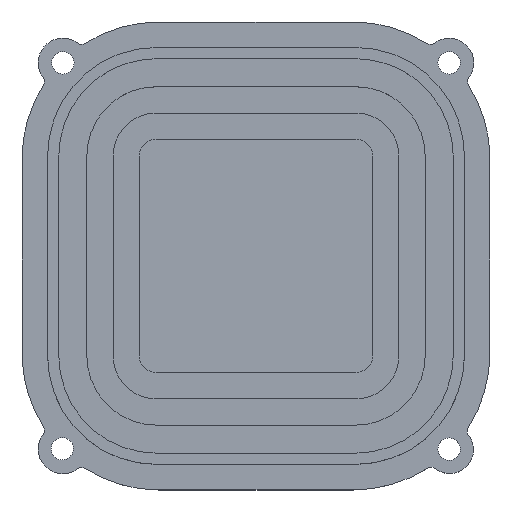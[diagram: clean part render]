
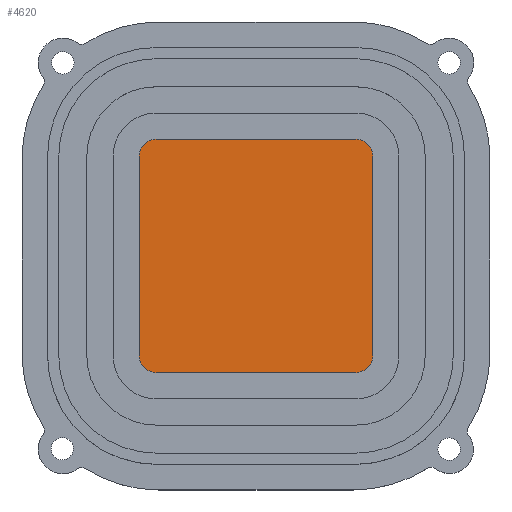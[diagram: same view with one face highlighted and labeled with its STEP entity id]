
A CAD part, top view. The second image highlights one B-rep face of the part: STEP entity #4620.
In plain terms, the highlighted planar face has unit normal (0, 0, 1).
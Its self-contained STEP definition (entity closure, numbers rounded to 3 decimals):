
#373=LINE('',#7755,#750);
#374=LINE('',#7759,#751);
#375=LINE('',#7763,#752);
#376=LINE('',#7766,#753);
#750=VECTOR('',#6439,28.5);
#751=VECTOR('',#6442,28.5);
#752=VECTOR('',#6445,28.5);
#753=VECTOR('',#6448,28.5);
#1001=PLANE('',#5107);
#1304=FACE_OUTER_BOUND('',#1612,.T.);
#1612=EDGE_LOOP('',(#4145,#4146,#4147,#4148,#4149,#4150,#4151,#4152));
#1873=CIRCLE('',#5108,2.4);
#1874=CIRCLE('',#5109,2.4);
#1875=CIRCLE('',#5110,2.4);
#1876=CIRCLE('',#5111,2.4);
#2297=VERTEX_POINT('',#7751);
#2298=VERTEX_POINT('',#7752);
#2299=VERTEX_POINT('',#7754);
#2300=VERTEX_POINT('',#7756);
#2301=VERTEX_POINT('',#7758);
#2302=VERTEX_POINT('',#7760);
#2303=VERTEX_POINT('',#7762);
#2304=VERTEX_POINT('',#7764);
#2918=EDGE_CURVE('',#2297,#2298,#1873,.T.);
#2919=EDGE_CURVE('',#2299,#2297,#373,.T.);
#2920=EDGE_CURVE('',#2300,#2299,#1874,.T.);
#2921=EDGE_CURVE('',#2301,#2300,#374,.T.);
#2922=EDGE_CURVE('',#2302,#2301,#1875,.T.);
#2923=EDGE_CURVE('',#2303,#2302,#375,.T.);
#2924=EDGE_CURVE('',#2304,#2303,#1876,.T.);
#2925=EDGE_CURVE('',#2298,#2304,#376,.T.);
#4145=ORIENTED_EDGE('',*,*,#2918,.F.);
#4146=ORIENTED_EDGE('',*,*,#2919,.F.);
#4147=ORIENTED_EDGE('',*,*,#2920,.F.);
#4148=ORIENTED_EDGE('',*,*,#2921,.F.);
#4149=ORIENTED_EDGE('',*,*,#2922,.F.);
#4150=ORIENTED_EDGE('',*,*,#2923,.F.);
#4151=ORIENTED_EDGE('',*,*,#2924,.F.);
#4152=ORIENTED_EDGE('',*,*,#2925,.F.);
#4620=ADVANCED_FACE('',(#1304),#1001,.T.);
#5107=AXIS2_PLACEMENT_3D('',#7750,#6435,#6436);
#5108=AXIS2_PLACEMENT_3D('',#7753,#6437,#6438);
#5109=AXIS2_PLACEMENT_3D('',#7757,#6440,#6441);
#5110=AXIS2_PLACEMENT_3D('',#7761,#6443,#6444);
#5111=AXIS2_PLACEMENT_3D('',#7765,#6446,#6447);
#6435=DIRECTION('center_axis',(0.,0.,1.));
#6436=DIRECTION('ref_axis',(1.,0.,0.));
#6437=DIRECTION('center_axis',(0.,0.,-1.));
#6438=DIRECTION('ref_axis',(1.,0.,0.));
#6439=DIRECTION('',(1.,0.,0.));
#6440=DIRECTION('center_axis',(0.,0.,-1.));
#6441=DIRECTION('ref_axis',(0.,1.,0.));
#6442=DIRECTION('',(0.,1.,0.));
#6443=DIRECTION('center_axis',(0.,0.,-1.));
#6444=DIRECTION('ref_axis',(-1.,0.,0.));
#6445=DIRECTION('',(-1.,0.,0.));
#6446=DIRECTION('center_axis',(0.,0.,-1.));
#6447=DIRECTION('ref_axis',(0.,-1.,0.));
#6448=DIRECTION('',(0.,-1.,0.));
#7750=CARTESIAN_POINT('Origin',(0.989,232.991,7.7));
#7751=CARTESIAN_POINT('',(15.239,249.641,7.7));
#7752=CARTESIAN_POINT('',(17.639,247.241,7.7));
#7753=CARTESIAN_POINT('Origin',(15.239,247.241,7.7));
#7754=CARTESIAN_POINT('',(-13.261,249.641,7.7));
#7755=CARTESIAN_POINT('',(8.114,249.641,7.7));
#7756=CARTESIAN_POINT('',(-15.661,247.241,7.7));
#7757=CARTESIAN_POINT('Origin',(-13.261,247.241,7.7));
#7758=CARTESIAN_POINT('',(-15.661,218.741,7.7));
#7759=CARTESIAN_POINT('',(-15.661,240.116,7.7));
#7760=CARTESIAN_POINT('',(-13.261,216.341,7.7));
#7761=CARTESIAN_POINT('Origin',(-13.261,218.741,7.7));
#7762=CARTESIAN_POINT('',(15.239,216.341,7.7));
#7763=CARTESIAN_POINT('',(-6.136,216.341,7.7));
#7764=CARTESIAN_POINT('',(17.639,218.741,7.7));
#7765=CARTESIAN_POINT('Origin',(15.239,218.741,7.7));
#7766=CARTESIAN_POINT('',(17.639,225.866,7.7));
